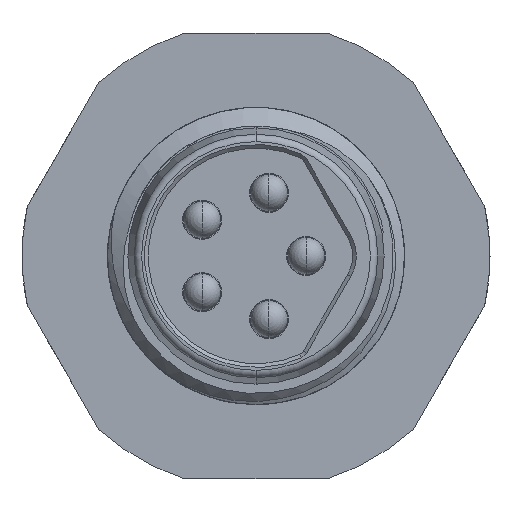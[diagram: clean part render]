
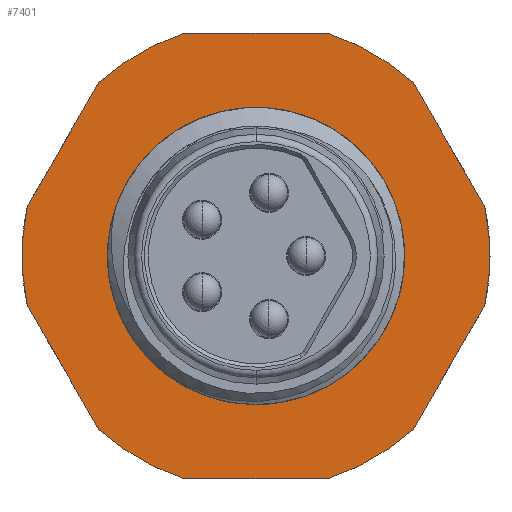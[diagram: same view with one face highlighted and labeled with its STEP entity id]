
A CAD part, left-side view. The second image highlights one B-rep face of the part: STEP entity #7401.
In plain terms, the highlighted planar face has unit normal (-1, 0, 0).
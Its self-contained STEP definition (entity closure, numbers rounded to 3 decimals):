
#3671=CARTESIAN_POINT('',(6.5,0.,0.));
#3672=DIRECTION('',(-1.,0.,0.));
#3673=DIRECTION('',(0.,0.,-1.));
#3674=AXIS2_PLACEMENT_3D('',#3671,#3672,#3673);
#3834=CARTESIAN_POINT('',(6.5,0.,0.));
#3835=DIRECTION('',(-1.,0.,0.));
#3836=DIRECTION('',(0.,-0.977,-0.212));
#3837=AXIS2_PLACEMENT_3D('',#3834,#3835,#3836);
#3839=DIRECTION('',(0.,-0.5,0.866));
#3840=VECTOR('',#3839,3.842);
#3841=CARTESIAN_POINT('',(6.5,-4.236,-4.664));
#3842=LINE('',#3841,#3840);
#3843=CARTESIAN_POINT('',(6.5,0.,0.));
#3844=DIRECTION('',(-1.,0.,0.));
#3845=DIRECTION('',(0.,-0.305,-0.952));
#3846=AXIS2_PLACEMENT_3D('',#3843,#3844,#3845);
#3848=DIRECTION('',(0.,-1.,0.));
#3849=VECTOR('',#3848,3.842);
#3850=CARTESIAN_POINT('',(6.5,1.921,-6.));
#3851=LINE('',#3850,#3849);
#3852=CARTESIAN_POINT('',(6.5,0.,0.));
#3853=DIRECTION('',(-1.,0.,0.));
#3854=DIRECTION('',(0.,0.672,-0.74));
#3855=AXIS2_PLACEMENT_3D('',#3852,#3853,#3854);
#3857=DIRECTION('',(0.,-0.5,-0.866));
#3858=VECTOR('',#3857,3.842);
#3859=CARTESIAN_POINT('',(6.5,6.157,-1.336));
#3860=LINE('',#3859,#3858);
#3861=CARTESIAN_POINT('',(6.5,0.,0.));
#3862=DIRECTION('',(-1.,0.,0.));
#3863=DIRECTION('',(0.,0.977,0.212));
#3864=AXIS2_PLACEMENT_3D('',#3861,#3862,#3863);
#3866=DIRECTION('',(0.,0.5,-0.866));
#3867=VECTOR('',#3866,3.842);
#3868=CARTESIAN_POINT('',(6.5,4.236,4.664));
#3869=LINE('',#3868,#3867);
#3870=CARTESIAN_POINT('',(6.5,0.,0.));
#3871=DIRECTION('',(-1.,0.,0.));
#3872=DIRECTION('',(0.,0.305,0.952));
#3873=AXIS2_PLACEMENT_3D('',#3870,#3871,#3872);
#3875=DIRECTION('',(0.,1.,0.));
#3876=VECTOR('',#3875,3.842);
#3877=CARTESIAN_POINT('',(6.5,-1.921,6.));
#3878=LINE('',#3877,#3876);
#3879=CARTESIAN_POINT('',(6.5,0.,0.));
#3880=DIRECTION('',(-1.,0.,0.));
#3881=DIRECTION('',(0.,-0.672,0.74));
#3882=AXIS2_PLACEMENT_3D('',#3879,#3880,#3881);
#3884=DIRECTION('',(0.,0.5,0.866));
#3885=VECTOR('',#3884,3.842);
#3886=CARTESIAN_POINT('',(6.5,-6.157,1.336));
#3887=LINE('',#3886,#3885);
#6327=CARTESIAN_POINT('',(6.5,0.,0.));
#6328=DIRECTION('',(-1.,0.,0.));
#6329=DIRECTION('',(0.,0.,1.));
#6330=AXIS2_PLACEMENT_3D('',#6327,#6328,#6329);
#6436=CARTESIAN_POINT('',(6.5,-6.157,-1.336));
#6437=CARTESIAN_POINT('',(6.5,-6.157,1.336));
#6438=VERTEX_POINT('',#6436);
#6439=VERTEX_POINT('',#6437);
#6440=CARTESIAN_POINT('',(6.5,-4.236,4.664));
#6441=VERTEX_POINT('',#6440);
#6442=CARTESIAN_POINT('',(6.5,-1.921,6.));
#6443=VERTEX_POINT('',#6442);
#6444=CARTESIAN_POINT('',(6.5,1.921,6.));
#6445=VERTEX_POINT('',#6444);
#6446=CARTESIAN_POINT('',(6.5,4.236,4.664));
#6447=VERTEX_POINT('',#6446);
#6448=CARTESIAN_POINT('',(6.5,6.157,1.336));
#6449=VERTEX_POINT('',#6448);
#6450=CARTESIAN_POINT('',(6.5,6.157,-1.336));
#6451=VERTEX_POINT('',#6450);
#6452=CARTESIAN_POINT('',(6.5,4.236,-4.664));
#6453=VERTEX_POINT('',#6452);
#6454=CARTESIAN_POINT('',(6.5,1.921,-6.));
#6455=VERTEX_POINT('',#6454);
#6456=CARTESIAN_POINT('',(6.5,-1.921,-6.));
#6457=VERTEX_POINT('',#6456);
#6458=CARTESIAN_POINT('',(6.5,-4.236,-4.664));
#6459=VERTEX_POINT('',#6458);
#6476=CARTESIAN_POINT('',(6.5,0.,4.));
#6478=VERTEX_POINT('',#6476);
#6489=CARTESIAN_POINT('',(6.5,0.,-4.));
#6490=VERTEX_POINT('',#6489);
#7365=CARTESIAN_POINT('',(6.5,0.,0.));
#7366=DIRECTION('',(-1.,0.,0.));
#7367=DIRECTION('',(0.,0.,-1.));
#7368=AXIS2_PLACEMENT_3D('',#7365,#7366,#7367);
#7369=PLANE('',#7368);
#7371=ORIENTED_EDGE('',*,*,#7370,.F.);
#7373=ORIENTED_EDGE('',*,*,#7372,.F.);
#7375=ORIENTED_EDGE('',*,*,#7374,.F.);
#7377=ORIENTED_EDGE('',*,*,#7376,.F.);
#7379=ORIENTED_EDGE('',*,*,#7378,.F.);
#7381=ORIENTED_EDGE('',*,*,#7380,.F.);
#7383=ORIENTED_EDGE('',*,*,#7382,.F.);
#7385=ORIENTED_EDGE('',*,*,#7384,.F.);
#7387=ORIENTED_EDGE('',*,*,#7386,.F.);
#7389=ORIENTED_EDGE('',*,*,#7388,.F.);
#7391=ORIENTED_EDGE('',*,*,#7390,.F.);
#7393=ORIENTED_EDGE('',*,*,#7392,.F.);
#7394=EDGE_LOOP('',(#7371,#7373,#7375,#7377,#7379,#7381,#7383,#7385,#7387,#7389,
#7391,#7393));
#7395=FACE_OUTER_BOUND('',#7394,.F.);
#7396=ORIENTED_EDGE('',*,*,#7328,.T.);
#7398=ORIENTED_EDGE('',*,*,#7397,.T.);
#7399=EDGE_LOOP('',(#7396,#7398));
#7400=FACE_BOUND('',#7399,.F.);
#3675=CIRCLE('',#3674,4.);
#3838=CIRCLE('',#3837,6.3);
#3847=CIRCLE('',#3846,6.3);
#3856=CIRCLE('',#3855,6.3);
#3865=CIRCLE('',#3864,6.3);
#3874=CIRCLE('',#3873,6.3);
#3883=CIRCLE('',#3882,6.3);
#6331=CIRCLE('',#6330,4.);
#7328=EDGE_CURVE('',#6490,#6478,#3675,.T.);
#7370=EDGE_CURVE('',#6438,#6439,#3838,.T.);
#7372=EDGE_CURVE('',#6459,#6438,#3842,.T.);
#7374=EDGE_CURVE('',#6457,#6459,#3847,.T.);
#7376=EDGE_CURVE('',#6455,#6457,#3851,.T.);
#7378=EDGE_CURVE('',#6453,#6455,#3856,.T.);
#7380=EDGE_CURVE('',#6451,#6453,#3860,.T.);
#7382=EDGE_CURVE('',#6449,#6451,#3865,.T.);
#7384=EDGE_CURVE('',#6447,#6449,#3869,.T.);
#7386=EDGE_CURVE('',#6445,#6447,#3874,.T.);
#7388=EDGE_CURVE('',#6443,#6445,#3878,.T.);
#7390=EDGE_CURVE('',#6441,#6443,#3883,.T.);
#7392=EDGE_CURVE('',#6439,#6441,#3887,.T.);
#7397=EDGE_CURVE('',#6478,#6490,#6331,.T.);
#7401=ADVANCED_FACE('',(#7395,#7400),#7369,.T.);
